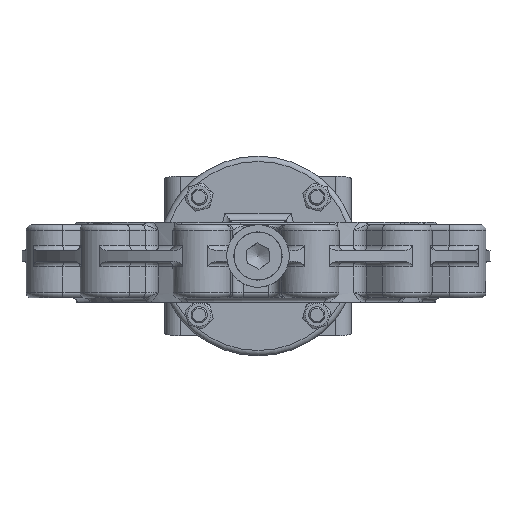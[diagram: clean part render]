
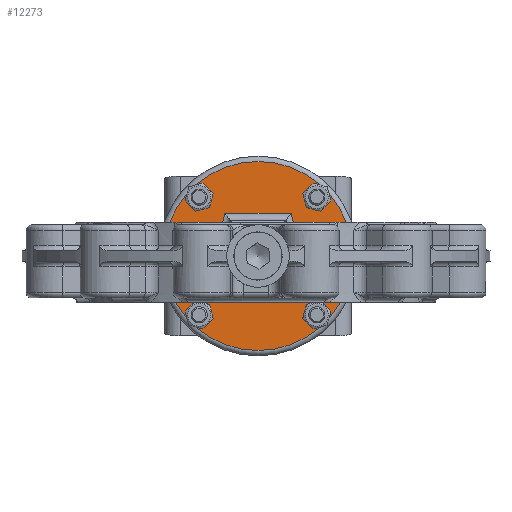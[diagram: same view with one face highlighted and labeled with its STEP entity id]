
A CAD part, front view. The second image highlights one B-rep face of the part: STEP entity #12273.
In plain terms, the highlighted planar face has unit normal (0, -1, 0).
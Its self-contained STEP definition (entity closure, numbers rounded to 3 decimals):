
#1128=CARTESIAN_POINT('',(-31.046,204.,-2.387));
#1129=VERTEX_POINT('',#1128);
#1130=CARTESIAN_POINT('',(-31.046,204.,2.387));
#1131=VERTEX_POINT('',#1130);
#1132=CARTESIAN_POINT('',(-35.5,204.,0.0));
#1133=DIRECTION('',(0.0,1.0,0.0));
#1134=DIRECTION('',(-1.0,0.0,0.0));
#1135=AXIS2_PLACEMENT_3D('',#1132,#1133,#1134);
#1136=CIRCLE('',#1135,5.053);
#1137=EDGE_CURVE('',#1129,#1131,#1136,.T.);
#1178=CARTESIAN_POINT('',(34.046,204.,2.387));
#1179=VERTEX_POINT('',#1178);
#1180=CARTESIAN_POINT('',(34.046,204.,-2.387));
#1181=VERTEX_POINT('',#1180);
#1182=CARTESIAN_POINT('',(38.5,204.,0.0));
#1183=DIRECTION('',(0.0,1.0,0.0));
#1184=DIRECTION('',(-1.0,0.0,0.0));
#1185=AXIS2_PLACEMENT_3D('',#1182,#1183,#1184);
#1186=CIRCLE('',#1185,5.053);
#1187=EDGE_CURVE('',#1179,#1181,#1186,.T.);
#1399=CARTESIAN_POINT('',(-23.369,204.,-32.0));
#1400=VERTEX_POINT('',#1399);
#1401=CARTESIAN_POINT('',(-31.046,204.,-2.387));
#1402=DIRECTION('',(0.251,0.0,-0.968));
#1403=VECTOR('',#1402,30.592);
#1404=LINE('',#1401,#1403);
#1405=EDGE_CURVE('',#1129,#1400,#1404,.T.);
#1900=CARTESIAN_POINT('',(26.369,204.,32.0));
#1901=VERTEX_POINT('',#1900);
#1902=CARTESIAN_POINT('',(34.046,204.,2.387));
#1903=DIRECTION('',(-0.251,0.0,0.968));
#1904=VECTOR('',#1903,30.592);
#1905=LINE('',#1902,#1904);
#1906=EDGE_CURVE('',#1179,#1901,#1905,.T.);
#2162=CARTESIAN_POINT('',(-42.694,204.,-37.194));
#2163=VERTEX_POINT('',#2162);
#2164=CARTESIAN_POINT('',(-42.694,204.,-44.194));
#2165=DIRECTION('',(0.0,1.0,0.0));
#2166=DIRECTION('',(0.0,0.0,-1.0));
#2167=AXIS2_PLACEMENT_3D('',#2164,#2165,#2166);
#2168=CIRCLE('',#2167,7.);
#2169=EDGE_CURVE('',#2163,#2163,#2168,.T.);
#2190=CARTESIAN_POINT('',(38.694,204.,-44.194));
#2191=VERTEX_POINT('',#2190);
#2192=CARTESIAN_POINT('',(45.694,204.,-44.194));
#2193=DIRECTION('',(0.0,1.0,0.0));
#2194=DIRECTION('',(1.0,0.0,0.0));
#2195=AXIS2_PLACEMENT_3D('',#2192,#2193,#2194);
#2196=CIRCLE('',#2195,7.);
#2197=EDGE_CURVE('',#2191,#2191,#2196,.T.);
#2218=CARTESIAN_POINT('',(45.694,204.,37.194));
#2219=VERTEX_POINT('',#2218);
#2220=CARTESIAN_POINT('',(45.694,204.,44.194));
#2221=DIRECTION('',(0.0,1.0,0.0));
#2222=DIRECTION('',(0.0,0.0,1.0));
#2223=AXIS2_PLACEMENT_3D('',#2220,#2221,#2222);
#2224=CIRCLE('',#2223,7.);
#2225=EDGE_CURVE('',#2219,#2219,#2224,.T.);
#2246=CARTESIAN_POINT('',(-35.694,204.,44.194));
#2247=VERTEX_POINT('',#2246);
#2248=CARTESIAN_POINT('',(-42.694,204.,44.194));
#2249=DIRECTION('',(0.0,1.0,0.0));
#2250=DIRECTION('',(-1.0,0.0,0.0));
#2251=AXIS2_PLACEMENT_3D('',#2248,#2249,#2250);
#2252=CIRCLE('',#2251,7.);
#2253=EDGE_CURVE('',#2247,#2247,#2252,.T.);
#12184=CARTESIAN_POINT('',(-69.5,204.,0.));
#12185=VERTEX_POINT('',#12184);
#12186=CARTESIAN_POINT('',(1.5,204.,0.0));
#12187=DIRECTION('',(0.0,1.0,0.0));
#12188=DIRECTION('',(1.0,0.0,0.0));
#12189=AXIS2_PLACEMENT_3D('',#12186,#12187,#12188);
#12190=CIRCLE('',#12189,71.0);
#12191=EDGE_CURVE('',#12185,#12185,#12190,.T.);
#12219=CARTESIAN_POINT('',(1.5,204.,0.0));
#12220=DIRECTION('',(0.0,-1.0,0.0));
#12221=DIRECTION('',(0.0,0.0,-1.0));
#12222=AXIS2_PLACEMENT_3D('',#12219,#12220,#12221);
#12223=PLANE('',#12222);
#12224=ORIENTED_EDGE('',*,*,#12191,.F.);
#12225=EDGE_LOOP('',(#12224));
#12226=FACE_OUTER_BOUND('',#12225,.T.);
#12227=ORIENTED_EDGE('',*,*,#1137,.T.);
#12228=CARTESIAN_POINT('',(-23.369,204.,32.0));
#12229=VERTEX_POINT('',#12228);
#12230=CARTESIAN_POINT('',(-23.369,204.,32.0));
#12231=DIRECTION('',(-0.251,0.0,-0.968));
#12232=VECTOR('',#12231,30.592);
#12233=LINE('',#12230,#12232);
#12234=EDGE_CURVE('',#12229,#1131,#12233,.T.);
#12235=ORIENTED_EDGE('',*,*,#12234,.F.);
#12236=CARTESIAN_POINT('',(26.369,204.,32.0));
#12237=DIRECTION('',(-1.0,0.0,0.0));
#12238=VECTOR('',#12237,49.738);
#12239=LINE('',#12236,#12238);
#12240=EDGE_CURVE('',#1901,#12229,#12239,.T.);
#12241=ORIENTED_EDGE('',*,*,#12240,.F.);
#12242=ORIENTED_EDGE('',*,*,#1906,.F.);
#12243=ORIENTED_EDGE('',*,*,#1187,.T.);
#12244=CARTESIAN_POINT('',(26.369,204.,-32.0));
#12245=VERTEX_POINT('',#12244);
#12246=CARTESIAN_POINT('',(26.369,204.,-32.0));
#12247=DIRECTION('',(0.251,0.0,0.968));
#12248=VECTOR('',#12247,30.592);
#12249=LINE('',#12246,#12248);
#12250=EDGE_CURVE('',#12245,#1181,#12249,.T.);
#12251=ORIENTED_EDGE('',*,*,#12250,.F.);
#12252=CARTESIAN_POINT('',(-23.369,204.,-32.0));
#12253=DIRECTION('',(1.0,0.0,0.0));
#12254=VECTOR('',#12253,49.738);
#12255=LINE('',#12252,#12254);
#12256=EDGE_CURVE('',#1400,#12245,#12255,.T.);
#12257=ORIENTED_EDGE('',*,*,#12256,.F.);
#12258=ORIENTED_EDGE('',*,*,#1405,.F.);
#12259=EDGE_LOOP('',(#12227,#12235,#12241,#12242,#12243,#12251,#12257,#12258));
#12260=FACE_BOUND('',#12259,.T.);
#12261=ORIENTED_EDGE('',*,*,#2169,.T.);
#12262=EDGE_LOOP('',(#12261));
#12263=FACE_BOUND('',#12262,.T.);
#12264=ORIENTED_EDGE('',*,*,#2197,.T.);
#12265=EDGE_LOOP('',(#12264));
#12266=FACE_BOUND('',#12265,.T.);
#12267=ORIENTED_EDGE('',*,*,#2225,.T.);
#12268=EDGE_LOOP('',(#12267));
#12269=FACE_BOUND('',#12268,.T.);
#12270=ORIENTED_EDGE('',*,*,#2253,.T.);
#12271=EDGE_LOOP('',(#12270));
#12272=FACE_BOUND('',#12271,.T.);
#12273=ADVANCED_FACE('',(#12226,#12260,#12263,#12266,#12269,#12272),#12223,.T.);
